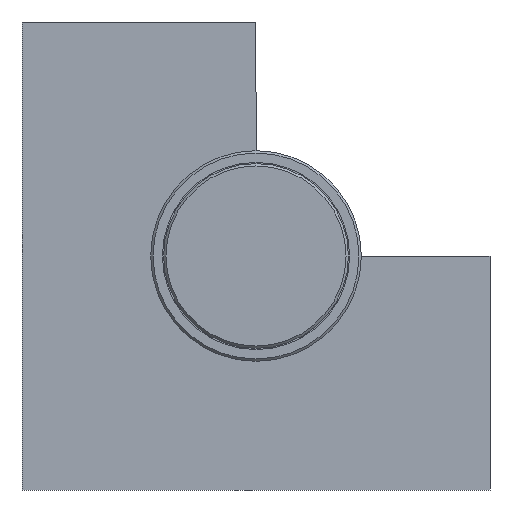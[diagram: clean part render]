
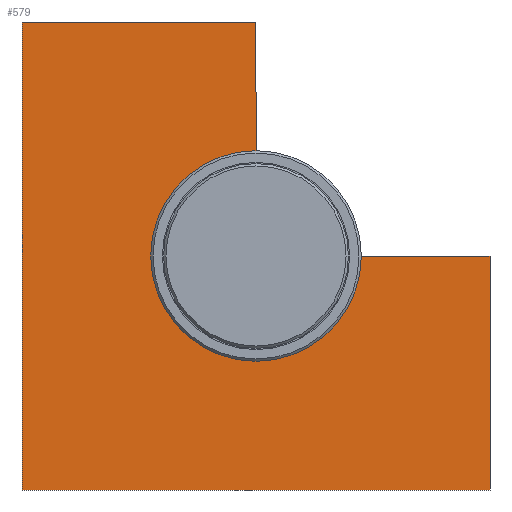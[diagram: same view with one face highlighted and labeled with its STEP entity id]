
A CAD part, front view. The second image highlights one B-rep face of the part: STEP entity #579.
In plain terms, the highlighted planar face has unit normal (0, -1, 0).
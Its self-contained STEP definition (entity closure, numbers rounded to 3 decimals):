
#579 = ADVANCED_FACE( '', ( #1313 ), #1314, .F. );
#1313 = FACE_OUTER_BOUND( '', #2353, .T. );
#1314 = PLANE( '', #2354 );
#2353 = EDGE_LOOP( '', ( #3744, #3745, #3746, #3747, #3748, #3749, #3750 ) );
#2354 = AXIS2_PLACEMENT_3D( '', #3751, #3752, #3753 );
#3744 = ORIENTED_EDGE( '', *, *, #6320, .T. );
#3745 = ORIENTED_EDGE( '', *, *, #6321, .T. );
#3746 = ORIENTED_EDGE( '', *, *, #6086, .T. );
#3747 = ORIENTED_EDGE( '', *, *, #6308, .T. );
#3748 = ORIENTED_EDGE( '', *, *, #6317, .T. );
#3749 = ORIENTED_EDGE( '', *, *, #6322, .T. );
#3750 = ORIENTED_EDGE( '', *, *, #6323, .T. );
#3751 = CARTESIAN_POINT( '', ( 0., 0., 0. ) );
#3752 = DIRECTION( '', ( 0., 1., 0. ) );
#3753 = DIRECTION( '', ( 0., 0., 1. ) );
#6086 = EDGE_CURVE( '', #7199, #7200, #7201, .T. );
#6308 = EDGE_CURVE( '', #7200, #7590, #7591, .T. );
#6317 = EDGE_CURVE( '', #7590, #7603, #7604, .T. );
#6320 = EDGE_CURVE( '', #7607, #7608, #7609, .T. );
#6321 = EDGE_CURVE( '', #7608, #7199, #7610, .T. );
#6322 = EDGE_CURVE( '', #7603, #7611, #7612, .T. );
#6323 = EDGE_CURVE( '', #7611, #7607, #7613, .T. );
#7199 = VERTEX_POINT( '', #8808 );
#7200 = VERTEX_POINT( '', #8809 );
#7201 = LINE( '', #8810, #8811 );
#7590 = VERTEX_POINT( '', #9385 );
#7591 = LINE( '', #9386, #9387 );
#7603 = VERTEX_POINT( '', #9403 );
#7604 = LINE( '', #9404, #9405 );
#7607 = VERTEX_POINT( '', #9409 );
#7608 = VERTEX_POINT( '', #9410 );
#7609 = CIRCLE( '', #9411, 8. );
#7610 = LINE( '', #9412, #9413 );
#7611 = VERTEX_POINT( '', #9414 );
#7612 = LINE( '', #9415, #9416 );
#7613 = LINE( '', #9417, #9418 );
#8808 = CARTESIAN_POINT( '', ( 0., 0., 20. ) );
#8809 = CARTESIAN_POINT( '', ( -20., 0., 20. ) );
#8810 = CARTESIAN_POINT( '', ( 0., 0., 20. ) );
#8811 = VECTOR( '', #11145, 1000. );
#9385 = CARTESIAN_POINT( '', ( -20., 0., -20. ) );
#9386 = CARTESIAN_POINT( '', ( -20., 0., 20. ) );
#9387 = VECTOR( '', #11380, 1000. );
#9403 = CARTESIAN_POINT( '', ( 20., 0., -20. ) );
#9404 = CARTESIAN_POINT( '', ( -20., 0., -20. ) );
#9405 = VECTOR( '', #11388, 1000. );
#9409 = CARTESIAN_POINT( '', ( 8., 0., 0. ) );
#9410 = CARTESIAN_POINT( '', ( 0., 0., 8. ) );
#9411 = AXIS2_PLACEMENT_3D( '', #11390, #11391, #11392 );
#9412 = CARTESIAN_POINT( '', ( 0., 0., 8. ) );
#9413 = VECTOR( '', #11393, 1000. );
#9414 = CARTESIAN_POINT( '', ( 20., 0., 0. ) );
#9415 = CARTESIAN_POINT( '', ( 20., 0., -20. ) );
#9416 = VECTOR( '', #11394, 1000. );
#9417 = CARTESIAN_POINT( '', ( 20., 0., 0. ) );
#9418 = VECTOR( '', #11395, 1000. );
#11145 = DIRECTION( '', ( -1., 0., 0. ) );
#11380 = DIRECTION( '', ( 0., 0., -1. ) );
#11388 = DIRECTION( '', ( 1., 0., 0. ) );
#11390 = CARTESIAN_POINT( '', ( 0., 0., 0. ) );
#11391 = DIRECTION( '', ( 0., 1., 0. ) );
#11392 = DIRECTION( '', ( 1., 0., 0. ) );
#11393 = DIRECTION( '', ( 0., 0., 1. ) );
#11394 = DIRECTION( '', ( 0., 0., 1. ) );
#11395 = DIRECTION( '', ( -1., 0., 0. ) );
